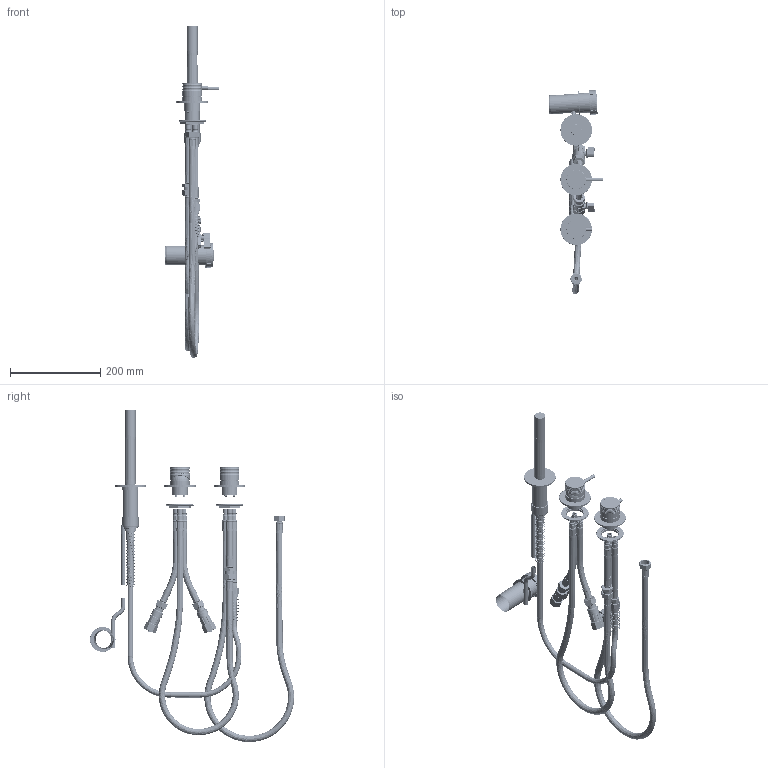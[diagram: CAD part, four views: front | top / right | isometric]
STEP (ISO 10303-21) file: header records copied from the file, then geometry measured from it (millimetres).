
FILE_DESCRIPTION(/* description */ ('Unknown'),/* implementation_level */ '2;1');
FILE_NAME(/* name */ 'AR085L',/* time_stamp */ '2023-02-06T11:30:20+01:00',/* author */ ('Unknown'),/* organization */ ('Unknown'),/* preprocessor_version */ 'ST-DEVELOPER v18.102',/* originating_system */ 'Solid Edge',/* authorisation */ 'Unknown');
FILE_SCHEMA (('AUTOMOTIVE_DESIGN {1 0 10303 214 3 1 1}'));
Products named in the file (78): AR085L-00; AR004-010; AR004-010-1; AR004-010-2; AR004-010-3; AR004-010-4; AR004-010-5; AR004-010-6; AR004-010-7; AR031-03; AR031-04; AR031-005; AR031-08; AR031-15; VG274; AR003-19; AR023-01_oa_0; AR023-02; AR031-09; AR023-002; guarnizione; rondella; controdado; CB073-002; BR003-002-5 guarnizione_inserita; Bussola DN10; BR003-002-7 codolo_cartella; calotta_1-2; M12 DN10; CB073-001 treccia; AR003-18; CB073-001; CB073-003 AR083-2; CB073-004 treccia - AR083-2; guarnizione_inserita; codolo_cartella.1; AR023-01_oa_1; M352-002; CV15-01; M352-002-01 ...
Assembly tree (121 placements, depth 4):
  AR085L-00
    AR004-010
      AR004-010-1
      AR004-010-2
      AR004-010-3
      AR004-010-4
      AR004-010-5
      AR004-010-6
      AR004-010-7
    AR031-03  x2
    AR031-04
    AR031-005
      AR031-08
      AR031-15
      VG274
      AR003-19
    AR023-01_oa_0
    AR023-02  x2
    AR031-09  x3
    AR023-002  x2
      guarnizione
      rondella
      controdado
    CB073-002
      BR003-002-5 guarnizione_inserita
      Bussola DN10  x2
      BR003-002-7 codolo_cartella
      calotta_1-2
      M12 DN10
      CB073-001 treccia
      AR003-18
    CB073-001
      BR003-002-5 guarnizione_inserita
      Bussola DN10  x2
      BR003-002-7 codolo_cartella
      calotta_1-2
      M12 DN10
      CB073-001 treccia
      AR003-18
    CB073-003 AR083-2
      CB073-004 treccia - AR083-2
      guarnizione_inserita
      codolo_cartella.1
      calotta_1-2
      AR003-18
      Bussola DN10  x2
      M12 DN10
    AR023-01_oa_1
    M352-002
      CV15-01
      M352-002-01
      M352-002-02
    CB073-003 AR083-1
      CB073-004 treccia - AR083
      guarnizione_inserita
      codolo_cartella.1
      calotta_1-2
      AR003-18
      Bussola DN10  x2
      M12 DN10
Bounding box: 121.8 x 452.69 x 735.56 mm (x, y, z)
Volume: 649827.7 mm3; surface area: 546224 mm2
Topology: 107 solids, 108 shells, 3587 faces, 8637 edges, 5413 vertices
Faces by surface type: plane 1589, cylinder 950, torus 359, bspline 323, cone 294, sphere 72
Full cylindrical faces by diameter (mm): 0.913 x1, 0.916 x1, 1.2 x29, 2.5 x2, 2.534 x1, 2.8 x1, 2.838 x1, 3.242 x4, 4 x7, 4.134 x1, 4.2 x1, 4.7 x1, 4.8 x5, 4.865 x1, 4.917 x1, 5 x4, 5.1 x1, 5.2 x18, 5.99 x1, 6 x3, 6.081 x1, 6.5 x1, 6.7 x1, 7 x21, 7.2 x6, 7.5 x2, 7.9 x1, 7.92 x18, 8 x3, 8.05 x1
Entity records: 115132 total; most frequent: CARTESIAN_POINT 54847, ORIENTED_EDGE 10216, DIRECTION 10127, EDGE_CURVE 5108, AXIS2_PLACEMENT_3D 4041, VERTEX_POINT 3513, FACE_BOUND 3131, EDGE_LOOP 3123
